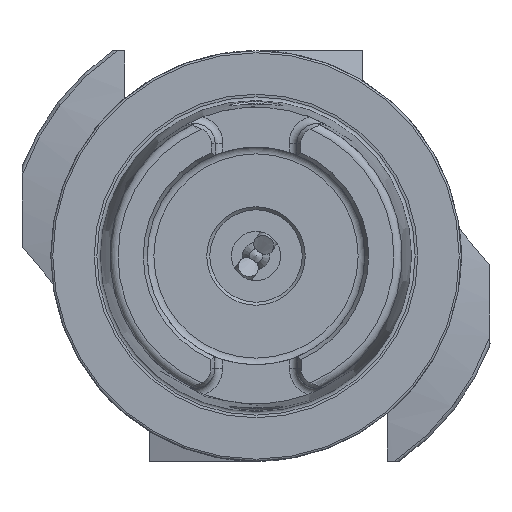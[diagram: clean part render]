
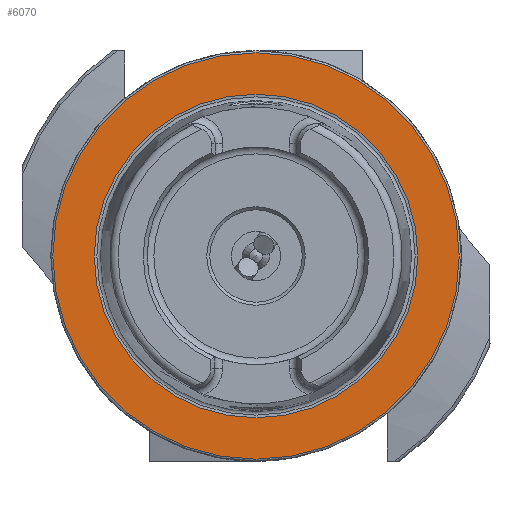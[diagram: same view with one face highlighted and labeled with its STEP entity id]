
A CAD part, left-side view. The second image highlights one B-rep face of the part: STEP entity #6070.
In plain terms, the highlighted planar face has unit normal (-1, 0, 0).
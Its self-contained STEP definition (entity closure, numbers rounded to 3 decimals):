
#191 = DIRECTION ( 'NONE',  ( 1., 0., 0. ) ) ;
#713 = DIRECTION ( 'NONE',  ( 0., 0., 1. ) ) ;
#786 = AXIS2_PLACEMENT_3D ( 'NONE', #5334, #191, #8890 ) ;
#935 = ORIENTED_EDGE ( 'NONE', *, *, #5431, .F. ) ;
#1967 = CIRCLE ( 'NONE', #8782, 39.405 ) ;
#2149 = CARTESIAN_POINT ( 'NONE',  ( 0., 0., 0. ) ) ;
#2506 = DIRECTION ( 'NONE',  ( -1., 0., 0. ) ) ;
#2932 = CARTESIAN_POINT ( 'NONE',  ( 0., 0., 49.5 ) ) ;
#3505 = CIRCLE ( 'NONE', #3855, 49.5 ) ;
#3733 = EDGE_CURVE ( 'NONE', #8425, #8425, #3505, .T. ) ;
#3855 = AXIS2_PLACEMENT_3D ( 'NONE', #6839, #2506, #9073 ) ;
#4287 = EDGE_LOOP ( 'NONE', ( #935 ) ) ;
#4342 = CARTESIAN_POINT ( 'NONE',  ( 0., 0., 39.405 ) ) ;
#5334 = CARTESIAN_POINT ( 'NONE',  ( 0., 49.5, 0. ) ) ;
#5431 = EDGE_CURVE ( 'NONE', #7145, #7145, #1967, .T. ) ;
#6070 = ADVANCED_FACE ( 'NONE', ( #8826, #8373 ), #8211, .F. ) ;
#6839 = CARTESIAN_POINT ( 'NONE',  ( 0., 0., 0. ) ) ;
#7145 = VERTEX_POINT ( 'NONE', #4342 ) ;
#7941 = DIRECTION ( 'NONE',  ( -1., 0., 0. ) ) ;
#8211 = PLANE ( 'NONE',  #786 ) ;
#8373 = FACE_OUTER_BOUND ( 'NONE', #8610, .T. ) ;
#8425 = VERTEX_POINT ( 'NONE', #2932 ) ;
#8610 = EDGE_LOOP ( 'NONE', ( #9306 ) ) ;
#8782 = AXIS2_PLACEMENT_3D ( 'NONE', #2149, #7941, #713 ) ;
#8826 = FACE_BOUND ( 'NONE', #4287, .T. ) ;
#8890 = DIRECTION ( 'NONE',  ( 0., 0., -1. ) ) ;
#9073 = DIRECTION ( 'NONE',  ( 0., 0., 1. ) ) ;
#9306 = ORIENTED_EDGE ( 'NONE', *, *, #3733, .T. ) ;
